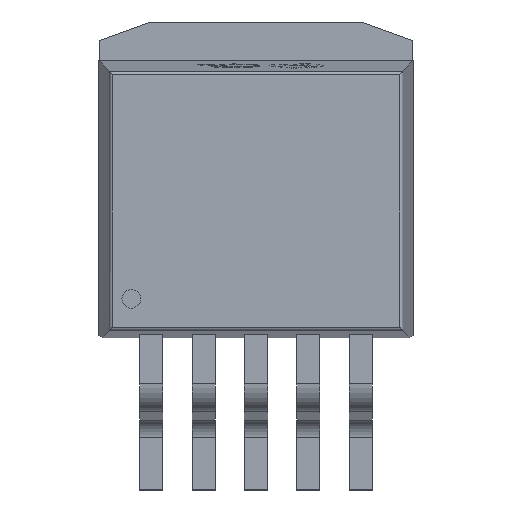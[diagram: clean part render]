
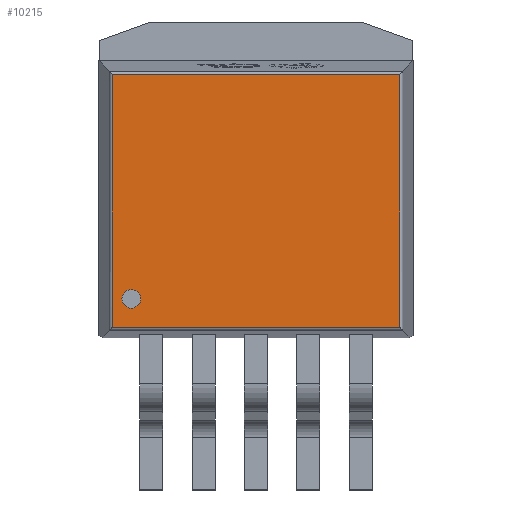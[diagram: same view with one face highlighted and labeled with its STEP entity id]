
A CAD part, top view. The second image highlights one B-rep face of the part: STEP entity #10215.
In plain terms, the highlighted planar face has unit normal (0, 0, 1).
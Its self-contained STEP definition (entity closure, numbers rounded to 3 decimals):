
#17 = CARTESIAN_POINT ( 'NONE',  ( -3.749, -1.402, 4.3 ) ) ;
#1088 = DIRECTION ( 'NONE',  ( 1., 0., 0. ) ) ;
#1408 = FACE_OUTER_BOUND ( 'NONE', #15311, .T. ) ;
#1783 = DIRECTION ( 'NONE',  ( 1., 0., 0. ) ) ;
#2255 = AXIS2_PLACEMENT_3D ( 'NONE', #11996, #4657, #14205 ) ;
#2522 = CARTESIAN_POINT ( 'NONE',  ( -4.753, 5.879, 4.3 ) ) ;
#2733 = VECTOR ( 'NONE', #4776, 1000. ) ;
#2893 = EDGE_CURVE ( 'NONE', #5330, #4812, #14318, .T. ) ;
#3249 = EDGE_CURVE ( 'NONE', #4812, #3804, #8411, .T. ) ;
#3324 = ORIENTED_EDGE ( 'NONE', *, *, #6739, .T. ) ;
#3445 = CARTESIAN_POINT ( 'NONE',  ( -4.663, 5.879, 4.3 ) ) ;
#3587 = CIRCLE ( 'NONE', #14909, 0.302 ) ;
#3716 = VERTEX_POINT ( 'NONE', #8110 ) ;
#3804 = VERTEX_POINT ( 'NONE', #13345 ) ;
#3995 = CIRCLE ( 'NONE', #11305, 0.302 ) ;
#4241 = DIRECTION ( 'NONE',  ( 0., 0., 1. ) ) ;
#4657 = DIRECTION ( 'NONE',  ( 0., 0., 1. ) ) ;
#4776 = DIRECTION ( 'NONE',  ( 0., -1., 0. ) ) ;
#4812 = VERTEX_POINT ( 'NONE', #12720 ) ;
#5066 = EDGE_CURVE ( 'NONE', #12831, #5624, #3587, .T. ) ;
#5330 = VERTEX_POINT ( 'NONE', #3445 ) ;
#5538 = LINE ( 'NONE', #9443, #11895 ) ;
#5624 = VERTEX_POINT ( 'NONE', #12722 ) ;
#5925 = EDGE_LOOP ( 'NONE', ( #9186, #13573 ) ) ;
#5980 = PLANE ( 'NONE',  #2255 ) ;
#6050 = CARTESIAN_POINT ( 'NONE',  ( 4.753, -2.326, 4.3 ) ) ;
#6185 = DIRECTION ( 'NONE',  ( 0., 0., 1. ) ) ;
#6739 = EDGE_CURVE ( 'NONE', #3804, #3716, #5538, .T. ) ;
#7511 = ORIENTED_EDGE ( 'NONE', *, *, #9612, .T. ) ;
#7609 = DIRECTION ( 'NONE',  ( -1., 0., 0. ) ) ;
#7700 = CARTESIAN_POINT ( 'NONE',  ( -4.051, -1.402, 4.3 ) ) ;
#8110 = CARTESIAN_POINT ( 'NONE',  ( 4.663, 5.879, 4.3 ) ) ;
#8135 = DIRECTION ( 'NONE',  ( 0., 1., 0. ) ) ;
#8411 = LINE ( 'NONE', #6050, #10063 ) ;
#9186 = ORIENTED_EDGE ( 'NONE', *, *, #5066, .F. ) ;
#9443 = CARTESIAN_POINT ( 'NONE',  ( 4.663, 1.84, 4.3 ) ) ;
#9612 = EDGE_CURVE ( 'NONE', #3716, #5330, #9701, .T. ) ;
#9701 = LINE ( 'NONE', #2522, #13278 ) ;
#9771 = CARTESIAN_POINT ( 'NONE',  ( -4.051, -1.402, 4.3 ) ) ;
#10025 = ORIENTED_EDGE ( 'NONE', *, *, #3249, .T. ) ;
#10063 = VECTOR ( 'NONE', #1088, 1000. ) ;
#10215 = ADVANCED_FACE ( 'NONE', ( #14375, #1408 ), #5980, .T. ) ;
#11305 = AXIS2_PLACEMENT_3D ( 'NONE', #7700, #4241, #1783 ) ;
#11895 = VECTOR ( 'NONE', #8135, 1000. ) ;
#11996 = CARTESIAN_POINT ( 'NONE',  ( 0., 1.84, 4.3 ) ) ;
#12720 = CARTESIAN_POINT ( 'NONE',  ( -4.663, -2.326, 4.3 ) ) ;
#12722 = CARTESIAN_POINT ( 'NONE',  ( -4.354, -1.402, 4.3 ) ) ;
#12831 = VERTEX_POINT ( 'NONE', #17 ) ;
#12912 = EDGE_CURVE ( 'NONE', #5624, #12831, #3995, .T. ) ;
#13210 = CARTESIAN_POINT ( 'NONE',  ( -4.663, 1.84, 4.3 ) ) ;
#13278 = VECTOR ( 'NONE', #7609, 1000. ) ;
#13345 = CARTESIAN_POINT ( 'NONE',  ( 4.663, -2.326, 4.3 ) ) ;
#13573 = ORIENTED_EDGE ( 'NONE', *, *, #12912, .F. ) ;
#14093 = ORIENTED_EDGE ( 'NONE', *, *, #2893, .T. ) ;
#14205 = DIRECTION ( 'NONE',  ( 1., 0., 0. ) ) ;
#14318 = LINE ( 'NONE', #13210, #2733 ) ;
#14375 = FACE_BOUND ( 'NONE', #5925, .T. ) ;
#14580 = DIRECTION ( 'NONE',  ( 1., 0., 0. ) ) ;
#14909 = AXIS2_PLACEMENT_3D ( 'NONE', #9771, #6185, #14580 ) ;
#15311 = EDGE_LOOP ( 'NONE', ( #7511, #14093, #10025, #3324 ) ) ;
